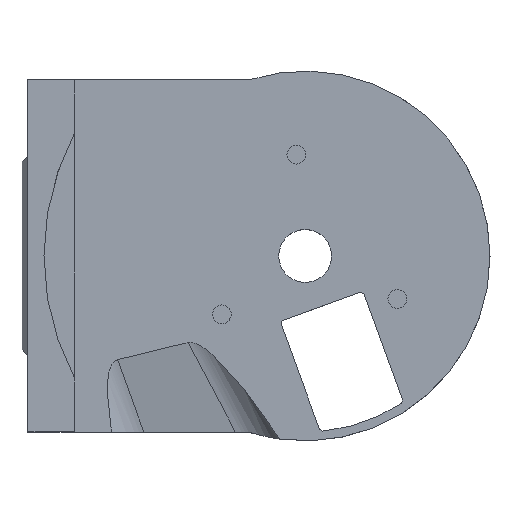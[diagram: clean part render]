
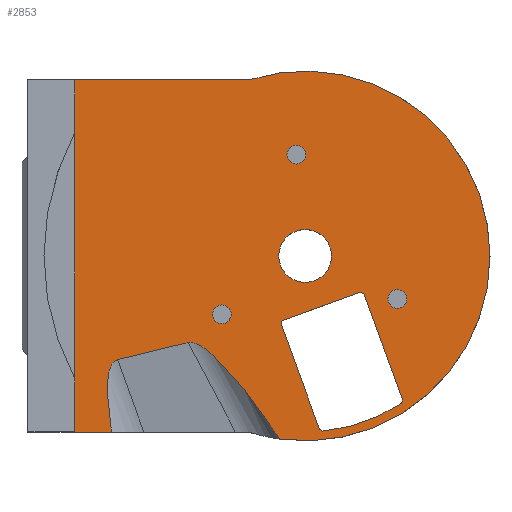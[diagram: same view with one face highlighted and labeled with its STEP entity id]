
A CAD part, top view. The second image highlights one B-rep face of the part: STEP entity #2853.
In plain terms, the highlighted planar face has unit normal (0, 0, 1).
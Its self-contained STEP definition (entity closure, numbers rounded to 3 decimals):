
#257=FACE_BOUND('',#635,.T.);
#258=FACE_BOUND('',#636,.T.);
#259=FACE_BOUND('',#637,.T.);
#260=FACE_BOUND('',#638,.T.);
#261=FACE_BOUND('',#639,.T.);
#272=CIRCLE('',#2905,30.);
#285=CIRCLE('',#2959,4.5);
#287=CIRCLE('',#2966,31.5);
#295=CIRCLE('',#2995,1.6);
#296=CIRCLE('',#2996,1.6);
#297=CIRCLE('',#2997,1.6);
#308=ELLIPSE('',#2991,44.53,7.5);
#310=ELLIPSE('',#2994,43.445,7.5);
#460=FACE_OUTER_BOUND('',#634,.T.);
#634=EDGE_LOOP('',(#2546,#2547,#2548,#2549,#2550,#2551,#2552,#2553,#2554));
#635=EDGE_LOOP('',(#2555,#2556,#2557,#2558,#2559,#2560,#2561,#2562));
#636=EDGE_LOOP('',(#2563));
#637=EDGE_LOOP('',(#2564));
#638=EDGE_LOOP('',(#2565));
#639=EDGE_LOOP('',(#2566));
#665=LINE('',#3540,#896);
#672=LINE('',#3559,#903);
#675=LINE('',#3565,#906);
#680=LINE('',#3574,#911);
#683=LINE('',#3578,#914);
#684=LINE('',#3580,#915);
#708=LINE('',#4001,#939);
#844=LINE('',#5457,#1075);
#866=LINE('',#5523,#1097);
#867=LINE('',#5525,#1098);
#868=LINE('',#5527,#1099);
#869=LINE('',#5529,#1100);
#870=LINE('',#5532,#1101);
#896=VECTOR('',#3037,10.);
#903=VECTOR('',#3058,10.);
#906=VECTOR('',#3063,10.);
#911=VECTOR('',#3072,10.);
#914=VECTOR('',#3077,10.);
#915=VECTOR('',#3080,10.);
#939=VECTOR('',#3122,10.);
#1075=VECTOR('',#3380,10.);
#1097=VECTOR('',#3454,10.);
#1098=VECTOR('',#3455,10.);
#1099=VECTOR('',#3456,10.);
#1100=VECTOR('',#3457,10.);
#1101=VECTOR('',#3460,10.);
#1126=VERTEX_POINT('',#3538);
#1127=VERTEX_POINT('',#3539);
#1131=VERTEX_POINT('',#3557);
#1132=VERTEX_POINT('',#3558);
#1133=VERTEX_POINT('',#3563);
#1134=VERTEX_POINT('',#3564);
#1135=VERTEX_POINT('',#3572);
#1136=VERTEX_POINT('',#3573);
#1346=VERTEX_POINT('',#5410);
#1351=VERTEX_POINT('',#5436);
#1352=VERTEX_POINT('',#5438);
#1356=VERTEX_POINT('',#5455);
#1372=VERTEX_POINT('',#5516);
#1374=VERTEX_POINT('',#5522);
#1375=VERTEX_POINT('',#5524);
#1376=VERTEX_POINT('',#5526);
#1377=VERTEX_POINT('',#5528);
#1378=VERTEX_POINT('',#5530);
#1379=VERTEX_POINT('',#5533);
#1380=VERTEX_POINT('',#5535);
#1381=VERTEX_POINT('',#5537);
#1398=EDGE_CURVE('',#1126,#1127,#665,.T.);
#1408=EDGE_CURVE('',#1131,#1132,#672,.T.);
#1411=EDGE_CURVE('',#1133,#1134,#675,.T.);
#1416=EDGE_CURVE('',#1135,#1136,#680,.T.);
#1419=EDGE_CURVE('',#1131,#1127,#683,.T.);
#1420=EDGE_CURVE('',#1126,#1136,#684,.T.);
#1509=EDGE_CURVE('',#1133,#1132,#272,.T.);
#1510=EDGE_CURVE('',#1135,#1134,#708,.T.);
#1729=EDGE_CURVE('',#1346,#1346,#285,.T.);
#1739=EDGE_CURVE('',#1352,#1351,#287,.T.);
#1745=EDGE_CURVE('',#1356,#1351,#844,.T.);
#1773=EDGE_CURVE('',#1372,#1352,#308,.T.);
#1776=EDGE_CURVE('',#1374,#1356,#866,.T.);
#1777=EDGE_CURVE('',#1374,#1375,#867,.T.);
#1778=EDGE_CURVE('',#1376,#1375,#868,.T.);
#1779=EDGE_CURVE('',#1376,#1377,#869,.T.);
#1780=EDGE_CURVE('',#1377,#1378,#310,.T.);
#1781=EDGE_CURVE('',#1378,#1372,#870,.T.);
#1782=EDGE_CURVE('',#1379,#1379,#295,.T.);
#1783=EDGE_CURVE('',#1380,#1380,#296,.T.);
#1784=EDGE_CURVE('',#1381,#1381,#297,.T.);
#2546=ORIENTED_EDGE('',*,*,#1773,.T.);
#2547=ORIENTED_EDGE('',*,*,#1739,.T.);
#2548=ORIENTED_EDGE('',*,*,#1745,.F.);
#2549=ORIENTED_EDGE('',*,*,#1776,.F.);
#2550=ORIENTED_EDGE('',*,*,#1777,.T.);
#2551=ORIENTED_EDGE('',*,*,#1778,.F.);
#2552=ORIENTED_EDGE('',*,*,#1779,.T.);
#2553=ORIENTED_EDGE('',*,*,#1780,.T.);
#2554=ORIENTED_EDGE('',*,*,#1781,.T.);
#2555=ORIENTED_EDGE('',*,*,#1509,.T.);
#2556=ORIENTED_EDGE('',*,*,#1408,.F.);
#2557=ORIENTED_EDGE('',*,*,#1419,.T.);
#2558=ORIENTED_EDGE('',*,*,#1398,.F.);
#2559=ORIENTED_EDGE('',*,*,#1420,.T.);
#2560=ORIENTED_EDGE('',*,*,#1416,.F.);
#2561=ORIENTED_EDGE('',*,*,#1510,.T.);
#2562=ORIENTED_EDGE('',*,*,#1411,.F.);
#2563=ORIENTED_EDGE('',*,*,#1782,.T.);
#2564=ORIENTED_EDGE('',*,*,#1729,.T.);
#2565=ORIENTED_EDGE('',*,*,#1783,.T.);
#2566=ORIENTED_EDGE('',*,*,#1784,.T.);
#2697=PLANE('',#2993);
#2853=ADVANCED_FACE('',(#460,#257,#258,#259,#260,#261),#2697,.T.);
#2905=AXIS2_PLACEMENT_3D('',#3999,#3118,#3119);
#2959=AXIS2_PLACEMENT_3D('',#5412,#3352,#3353);
#2966=AXIS2_PLACEMENT_3D('',#5439,#3372,#3373);
#2991=AXIS2_PLACEMENT_3D('',#5517,#3447,#3448);
#2993=AXIS2_PLACEMENT_3D('',#5521,#3452,#3453);
#2994=AXIS2_PLACEMENT_3D('',#5531,#3458,#3459);
#2995=AXIS2_PLACEMENT_3D('',#5534,#3461,#3462);
#2996=AXIS2_PLACEMENT_3D('',#5536,#3463,#3464);
#2997=AXIS2_PLACEMENT_3D('',#5538,#3465,#3466);
#3037=DIRECTION('',(-0.423,-0.906,0.));
#3058=DIRECTION('',(0.845,-0.535,0.));
#3063=DIRECTION('',(0.313,0.95,0.));
#3072=DIRECTION('',(-0.906,0.423,0.));
#3077=DIRECTION('',(-0.342,0.94,0.));
#3080=DIRECTION('',(0.94,0.342,0.));
#3118=DIRECTION('center_axis',(0.,0.,
-1.));
#3119=DIRECTION('ref_axis',(0.086,-0.996,0.));
#3122=DIRECTION('',(0.342,-0.94,0.));
#3352=DIRECTION('center_axis',(0.,0.,
-1.));
#3353=DIRECTION('ref_axis',(1.,0.,0.));
#3372=DIRECTION('center_axis',(0.,0.,1.));
#3373=DIRECTION('ref_axis',(1.,0.,0.));
#3380=DIRECTION('',(1.,0.,0.));
#3447=DIRECTION('center_axis',(0.,0.,
-1.));
#3448=DIRECTION('ref_axis',(0.469,-0.883,0.));
#3452=DIRECTION('center_axis',(0.,0.,
1.));
#3453=DIRECTION('ref_axis',(1.,0.,0.));
#3454=DIRECTION('',(0.,1.,0.));
#3455=DIRECTION('',(0.,-1.,0.));
#3456=DIRECTION('',(0.,1.,0.));
#3457=DIRECTION('',(1.,0.,0.));
#3458=DIRECTION('center_axis',(0.,0.,
-1.));
#3459=DIRECTION('ref_axis',(-0.341,0.94,0.));
#3460=DIRECTION('',(0.972,0.236,0.));
#3461=DIRECTION('center_axis',(0.,0.,
-1.));
#3462=DIRECTION('ref_axis',(1.,0.,0.));
#3463=DIRECTION('center_axis',(0.,0.,
-1.));
#3464=DIRECTION('ref_axis',(1.,0.,0.));
#3465=DIRECTION('center_axis',(0.,0.,
-1.));
#3466=DIRECTION('ref_axis',(1.,0.,0.));
#3538=CARTESIAN_POINT('',(53.38,-11.007,-106.006));
#3539=CARTESIAN_POINT('',(53.141,-11.52,-106.006));
#3540=CARTESIAN_POINT('',(46.523,-25.711,-106.006));
#3557=CARTESIAN_POINT('',(59.69,-29.513,-106.006));
#3558=CARTESIAN_POINT('',(60.225,-29.852,-106.006));
#3559=CARTESIAN_POINT('',(45.054,-20.246,-106.006));
#3563=CARTESIAN_POINT('',(73.64,-25.123,-106.006));
#3564=CARTESIAN_POINT('',(73.837,-24.526,-106.006));
#3565=CARTESIAN_POINT('',(70.238,-35.445,-106.006));
#3572=CARTESIAN_POINT('',(67.236,-6.39,-106.006));
#3573=CARTESIAN_POINT('',(66.723,-6.15,-106.006));
#3574=CARTESIAN_POINT('',(51.408,0.991,-106.006));
#3578=CARTESIAN_POINT('',(57.398,-23.216,-106.006));
#3580=CARTESIAN_POINT('',(34.519,-17.872,-106.006));
#3999=CARTESIAN_POINT('Origin',(57.244,0.,-106.006));
#4001=CARTESIAN_POINT('',(68.082,-8.714,-106.006));
#5410=CARTESIAN_POINT('',(52.744,0.,-106.006));
#5412=CARTESIAN_POINT('Origin',(57.244,0.,-106.006));
#5436=CARTESIAN_POINT('',(47.639,30.,-106.006));
#5438=CARTESIAN_POINT('',(52.97,-31.209,-106.006));
#5439=CARTESIAN_POINT('Origin',(57.244,0.,-106.006));
#5455=CARTESIAN_POINT('',(18.,30.,-106.006));
#5457=CARTESIAN_POINT('',(18.,30.,-106.006));
#5516=CARTESIAN_POINT('',(37.287,-14.755,-106.006));
#5517=CARTESIAN_POINT('Origin',(57.857,-54.204,-106.006));
#5521=CARTESIAN_POINT('Origin',(18.,-30.,-106.006));
#5522=CARTESIAN_POINT('',(18.,20.98,-106.007));
#5523=CARTESIAN_POINT('',(18.,-30.,-106.006));
#5524=CARTESIAN_POINT('',(18.,-20.98,-106.007));
#5525=CARTESIAN_POINT('',(18.,-30.,-106.007));
#5526=CARTESIAN_POINT('',(18.,-30.,-106.006));
#5527=CARTESIAN_POINT('',(18.,-30.,-106.006));
#5528=CARTESIAN_POINT('',(24.251,-30.,-106.006));
#5529=CARTESIAN_POINT('',(18.,-30.,-106.006));
#5530=CARTESIAN_POINT('',(25.283,-17.671,-106.006));
#5531=CARTESIAN_POINT('Origin',(39.971,-58.55,-106.006));
#5532=CARTESIAN_POINT('',(15.339,-20.087,-106.006));
#5533=CARTESIAN_POINT('',(71.342,-7.32,-106.006));
#5534=CARTESIAN_POINT('Origin',(72.942,-7.32,-106.006));
#5535=CARTESIAN_POINT('',(54.134,17.255,-106.006));
#5536=CARTESIAN_POINT('Origin',(55.734,17.255,-106.006));
#5537=CARTESIAN_POINT('',(41.456,-9.935,-106.006));
#5538=CARTESIAN_POINT('Origin',(43.056,-9.935,-106.006));
